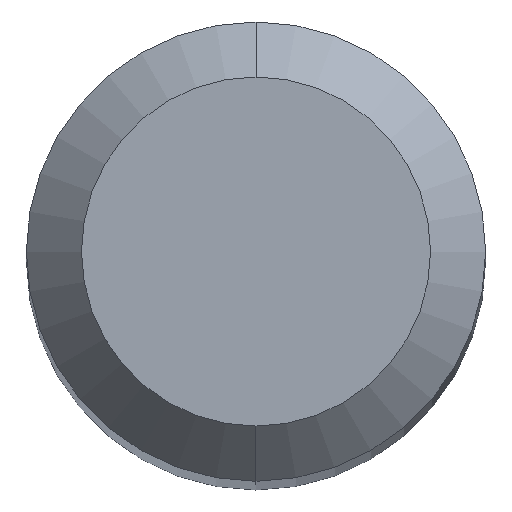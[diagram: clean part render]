
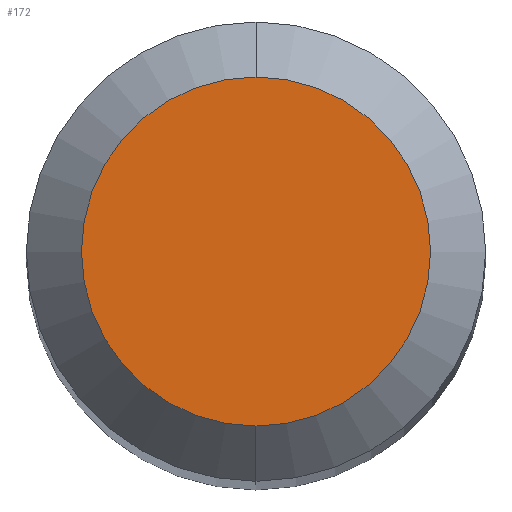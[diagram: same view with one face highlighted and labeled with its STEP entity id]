
A CAD part, top view. The second image highlights one B-rep face of the part: STEP entity #172.
In plain terms, the highlighted planar face has unit normal (0, 0, 1).
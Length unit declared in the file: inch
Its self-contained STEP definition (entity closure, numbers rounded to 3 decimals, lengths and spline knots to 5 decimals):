
#22 = EDGE_LOOP ( 'NONE', ( #201, #456 ) ) ;
#49 = AXIS2_PLACEMENT_3D ( 'NONE', #462, #455, #237 ) ;
#57 = DIRECTION ( 'NONE',  ( 0., 0., 1. ) ) ;
#75 = AXIS2_PLACEMENT_3D ( 'NONE', #215, #470, #118 ) ;
#77 = CARTESIAN_POINT ( 'NONE',  ( 0., 0.0475, 0. ) ) ;
#118 = DIRECTION ( 'NONE',  ( 0., 1., 0. ) ) ;
#128 = EDGE_CURVE ( 'NONE', #336, #156, #383, .T. ) ;
#156 = VERTEX_POINT ( 'NONE', #208 ) ;
#172 = ADVANCED_FACE ( 'NONE', ( #349 ), #200, .F. ) ;
#195 = DIRECTION ( 'NONE',  ( 0., -1., 0. ) ) ;
#200 = PLANE ( 'NONE',  #75 ) ;
#201 = ORIENTED_EDGE ( 'NONE', *, *, #128, .T. ) ;
#208 = CARTESIAN_POINT ( 'NONE',  ( 0., -0.0475, 0. ) ) ;
#215 = CARTESIAN_POINT ( 'NONE',  ( 0., 0.0475, 0. ) ) ;
#237 = DIRECTION ( 'NONE',  ( 0., -1., 0. ) ) ;
#310 = CIRCLE ( 'NONE', #49, 0.0475 ) ;
#324 = CARTESIAN_POINT ( 'NONE',  ( 0., 0., 0. ) ) ;
#336 = VERTEX_POINT ( 'NONE', #77 ) ;
#349 = FACE_OUTER_BOUND ( 'NONE', #22, .T. ) ;
#383 = CIRCLE ( 'NONE', #457, 0.0475 ) ;
#455 = DIRECTION ( 'NONE',  ( 0., 0., 1. ) ) ;
#456 = ORIENTED_EDGE ( 'NONE', *, *, #473, .T. ) ;
#457 = AXIS2_PLACEMENT_3D ( 'NONE', #324, #57, #195 ) ;
#462 = CARTESIAN_POINT ( 'NONE',  ( 0., 0., 0. ) ) ;
#470 = DIRECTION ( 'NONE',  ( 0., 0., -1. ) ) ;
#473 = EDGE_CURVE ( 'NONE', #156, #336, #310, .T. ) ;
